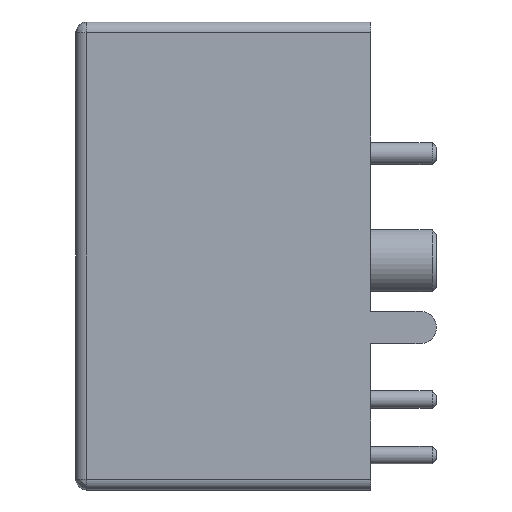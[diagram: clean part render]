
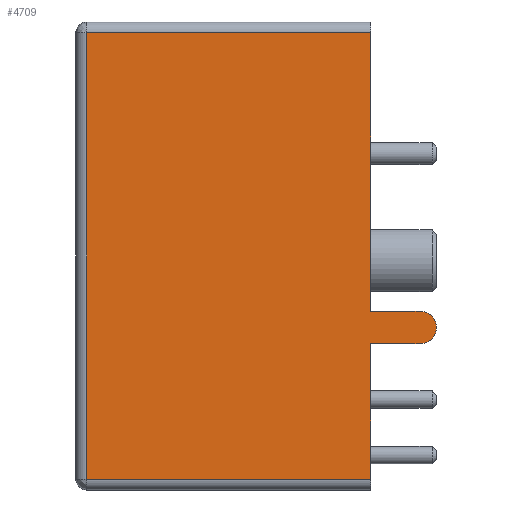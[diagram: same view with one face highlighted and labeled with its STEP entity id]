
A CAD part, left-side view. The second image highlights one B-rep face of the part: STEP entity #4709.
In plain terms, the highlighted planar face has unit normal (-1, 0, 0).
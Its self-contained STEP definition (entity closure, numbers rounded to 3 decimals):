
#155 = DIRECTION ( 'NONE',  ( 0., 1., 0. ) ) ;
#185 = LINE ( 'NONE', #3344, #4508 ) ;
#235 = LINE ( 'NONE', #4922, #3509 ) ;
#248 = EDGE_CURVE ( 'NONE', #4231, #1137, #401, .T. ) ;
#367 = CARTESIAN_POINT ( 'NONE',  ( 0., 0., -20.9 ) ) ;
#395 = CARTESIAN_POINT ( 'NONE',  ( 0., -13.5, -14.72 ) ) ;
#401 = LINE ( 'NONE', #801, #3871 ) ;
#404 = ORIENTED_EDGE ( 'NONE', *, *, #696, .T. ) ;
#426 = DIRECTION ( 'NONE',  ( -1., 0., 0. ) ) ;
#568 = FACE_OUTER_BOUND ( 'NONE', #2705, .T. ) ;
#676 = EDGE_CURVE ( 'NONE', #1968, #4965, #2543, .T. ) ;
#696 = EDGE_CURVE ( 'NONE', #4653, #2183, #185, .T. ) ;
#701 = EDGE_CURVE ( 'NONE', #1030, #4231, #235, .T. ) ;
#734 = DIRECTION ( 'NONE',  ( 0., -1., 0. ) ) ;
#801 = CARTESIAN_POINT ( 'NONE',  ( 0., -0.5, 0. ) ) ;
#971 = CARTESIAN_POINT ( 'NONE',  ( 0., -13.5, -13.22 ) ) ;
#988 = CIRCLE ( 'NONE', #2774, 0.75 ) ;
#996 = PLANE ( 'NONE',  #1566 ) ;
#1030 = VERTEX_POINT ( 'NONE', #1088 ) ;
#1088 = CARTESIAN_POINT ( 'NONE',  ( 0., -13.5, -0.5 ) ) ;
#1103 = LINE ( 'NONE', #367, #1482 ) ;
#1137 = VERTEX_POINT ( 'NONE', #2429 ) ;
#1334 = ORIENTED_EDGE ( 'NONE', *, *, #1344, .F. ) ;
#1340 = ORIENTED_EDGE ( 'NONE', *, *, #248, .T. ) ;
#1344 = EDGE_CURVE ( 'NONE', #1968, #5022, #1469, .T. ) ;
#1469 = LINE ( 'NONE', #2322, #1477 ) ;
#1477 = VECTOR ( 'NONE', #4658, 1000. ) ;
#1482 = VECTOR ( 'NONE', #734, 1000. ) ;
#1531 = EDGE_CURVE ( 'NONE', #1137, #5022, #1103, .T. ) ;
#1544 = CARTESIAN_POINT ( 'NONE',  ( 0., -15.75, -14.72 ) ) ;
#1566 = AXIS2_PLACEMENT_3D ( 'NONE', #4518, #4496, #2445 ) ;
#1811 = ORIENTED_EDGE ( 'NONE', *, *, #676, .T. ) ;
#1968 = VERTEX_POINT ( 'NONE', #395 ) ;
#2136 = CARTESIAN_POINT ( 'NONE',  ( 0., 0., -14.72 ) ) ;
#2183 = VERTEX_POINT ( 'NONE', #971 ) ;
#2322 = CARTESIAN_POINT ( 'NONE',  ( 0., -13.5, 0. ) ) ;
#2325 = CARTESIAN_POINT ( 'NONE',  ( 0., -15.75, -13.97 ) ) ;
#2429 = CARTESIAN_POINT ( 'NONE',  ( 0., -0.5, -20.9 ) ) ;
#2445 = DIRECTION ( 'NONE',  ( 0., 0., 1. ) ) ;
#2539 = CARTESIAN_POINT ( 'NONE',  ( 0., -0.5, -0.5 ) ) ;
#2543 = LINE ( 'NONE', #2136, #4763 ) ;
#2705 = EDGE_LOOP ( 'NONE', ( #404, #2879, #3476, #1340, #4149, #1334, #1811, #4665 ) ) ;
#2774 = AXIS2_PLACEMENT_3D ( 'NONE', #2325, #426, #3955 ) ;
#2842 = CARTESIAN_POINT ( 'NONE',  ( 0., -13.5, 0. ) ) ;
#2879 = ORIENTED_EDGE ( 'NONE', *, *, #4419, .F. ) ;
#2882 = CARTESIAN_POINT ( 'NONE',  ( 0., -15.75, -13.22 ) ) ;
#3344 = CARTESIAN_POINT ( 'NONE',  ( 0., 0., -13.22 ) ) ;
#3400 = CARTESIAN_POINT ( 'NONE',  ( 0., -13.5, -20.9 ) ) ;
#3444 = VECTOR ( 'NONE', #4109, 1000. ) ;
#3476 = ORIENTED_EDGE ( 'NONE', *, *, #701, .T. ) ;
#3509 = VECTOR ( 'NONE', #155, 1000. ) ;
#3729 = DIRECTION ( 'NONE',  ( 0., -1., 0. ) ) ;
#3841 = EDGE_CURVE ( 'NONE', #4965, #4653, #988, .T. ) ;
#3871 = VECTOR ( 'NONE', #3885, 1000. ) ;
#3885 = DIRECTION ( 'NONE',  ( 0., 0., -1. ) ) ;
#3955 = DIRECTION ( 'NONE',  ( 0., 0., 1. ) ) ;
#4109 = DIRECTION ( 'NONE',  ( 0., 0., -1. ) ) ;
#4149 = ORIENTED_EDGE ( 'NONE', *, *, #1531, .T. ) ;
#4231 = VERTEX_POINT ( 'NONE', #2539 ) ;
#4419 = EDGE_CURVE ( 'NONE', #1030, #2183, #4507, .T. ) ;
#4496 = DIRECTION ( 'NONE',  ( -1., 0., 0. ) ) ;
#4507 = LINE ( 'NONE', #2842, #3444 ) ;
#4508 = VECTOR ( 'NONE', #4884, 1000. ) ;
#4518 = CARTESIAN_POINT ( 'NONE',  ( 0., 0., 0. ) ) ;
#4653 = VERTEX_POINT ( 'NONE', #2882 ) ;
#4658 = DIRECTION ( 'NONE',  ( 0., 0., -1. ) ) ;
#4665 = ORIENTED_EDGE ( 'NONE', *, *, #3841, .T. ) ;
#4709 = ADVANCED_FACE ( 'NONE', ( #568 ), #996, .T. ) ;
#4763 = VECTOR ( 'NONE', #3729, 1000. ) ;
#4884 = DIRECTION ( 'NONE',  ( 0., 1., 0. ) ) ;
#4922 = CARTESIAN_POINT ( 'NONE',  ( 0., 0., -0.5 ) ) ;
#4965 = VERTEX_POINT ( 'NONE', #1544 ) ;
#5022 = VERTEX_POINT ( 'NONE', #3400 ) ;
